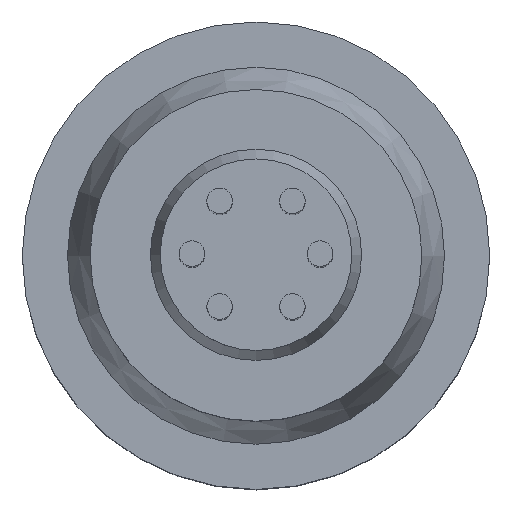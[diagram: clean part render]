
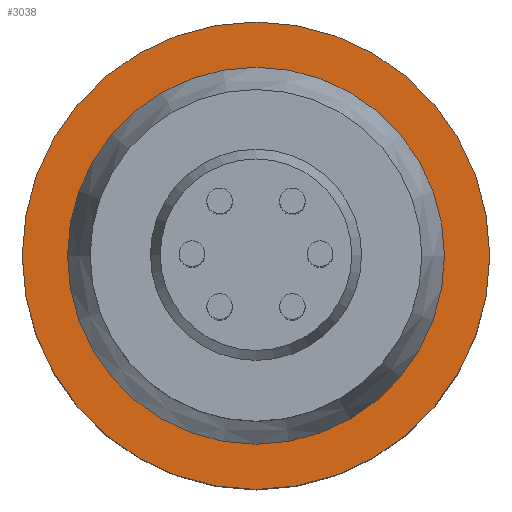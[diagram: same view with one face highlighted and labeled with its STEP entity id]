
A CAD part, top view. The second image highlights one B-rep face of the part: STEP entity #3038.
In plain terms, the highlighted planar face has unit normal (0, 0, 1).
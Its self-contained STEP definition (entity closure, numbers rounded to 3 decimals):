
#83=CIRCLE($,#3156,12.5);
#108=CIRCLE($,#3212,15.5);
#179=FACE_BOUND($,#779,.T.);
#180=FACE_BOUND($,#780,.T.);
#779=EDGE_LOOP($,(#2623));
#780=EDGE_LOOP($,(#2624));
#1442=VERTEX_POINT($,#5343);
#1467=VERTEX_POINT($,#5424);
#1830=EDGE_CURVE($,#1442,#1442,#83,.T.);
#1855=EDGE_CURVE($,#1467,#1467,#108,.T.);
#2623=ORIENTED_EDGE($,*,*,#1830,.T.);
#2624=ORIENTED_EDGE($,*,*,#1855,.F.);
#2705=PLANE($,#3213);
#3038=ADVANCED_FACE($,(#179,#180),#2705,.F.);
#3156=AXIS2_PLACEMENT_3D($,#5344,#3647,#3648);
#3212=AXIS2_PLACEMENT_3D($,#5425,#3759,#3760);
#3213=AXIS2_PLACEMENT_3D($,#5426,#3761,#3762);
#3647=DIRECTION('center_axis',(0.,0.,-1.));
#3648=DIRECTION('ref_axis',(1.,0.,0.));
#3759=DIRECTION('center_axis',(0.,0.,-1.));
#3760=DIRECTION('ref_axis',(-1.,0.,0.));
#3761=DIRECTION('center_axis',(0.,0.,-1.));
#3762=DIRECTION('ref_axis',(-1.,0.,0.));
#5343=CARTESIAN_POINT('',(-12.5,0.,19.));
#5344=CARTESIAN_POINT('Origin',(0.,0.,19.));
#5424=CARTESIAN_POINT('',(15.5,0.,19.));
#5425=CARTESIAN_POINT('Origin',(0.,0.,19.));
#5426=CARTESIAN_POINT('Origin',(0.,0.,19.));
